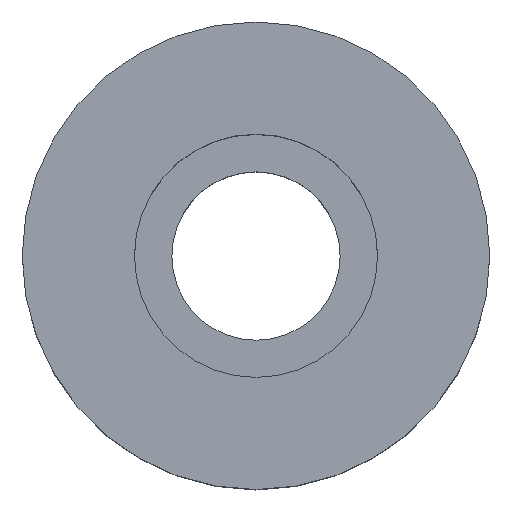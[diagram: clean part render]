
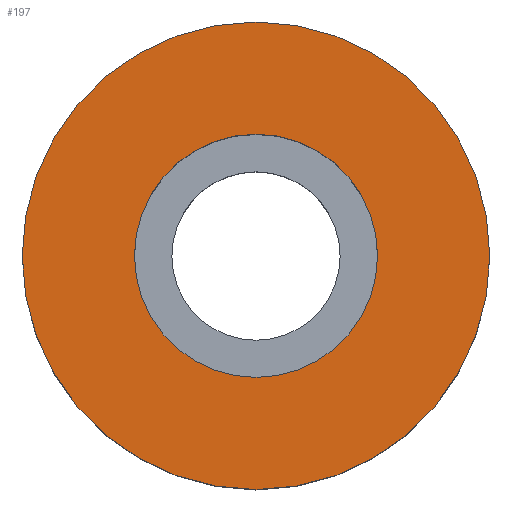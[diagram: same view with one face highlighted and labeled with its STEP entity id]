
A CAD part, top view. The second image highlights one B-rep face of the part: STEP entity #197.
In plain terms, the highlighted planar face has unit normal (0, 0, 1).
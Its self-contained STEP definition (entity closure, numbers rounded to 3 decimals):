
#1 = EDGE_CURVE ( 'NONE', #194, #243, #209, .T. ) ;
#4 = DIRECTION ( 'NONE',  ( -1., 0., 0. ) ) ;
#16 = CARTESIAN_POINT ( 'NONE',  ( 25., 0., 25. ) ) ;
#36 = CARTESIAN_POINT ( 'NONE',  ( 0., 0., 25. ) ) ;
#37 = ORIENTED_EDGE ( 'NONE', *, *, #231, .F. ) ;
#41 = CIRCLE ( 'NONE', #68, 13. ) ;
#53 = ORIENTED_EDGE ( 'NONE', *, *, #108, .T. ) ;
#65 = DIRECTION ( 'NONE',  ( 0., 0., 1. ) ) ;
#67 = EDGE_LOOP ( 'NONE', ( #37, #88 ) ) ;
#68 = AXIS2_PLACEMENT_3D ( 'NONE', #36, #238, #122 ) ;
#75 = CARTESIAN_POINT ( 'NONE',  ( -25., 0., 25. ) ) ;
#88 = ORIENTED_EDGE ( 'NONE', *, *, #1, .F. ) ;
#93 = DIRECTION ( 'NONE',  ( 1., 0., 0. ) ) ;
#103 = CARTESIAN_POINT ( 'NONE',  ( 0., 0., 25. ) ) ;
#105 = CARTESIAN_POINT ( 'NONE',  ( -13., 0., 25. ) ) ;
#108 = EDGE_CURVE ( 'NONE', #313, #307, #217, .T. ) ;
#117 = PLANE ( 'NONE',  #283 ) ;
#122 = DIRECTION ( 'NONE',  ( 1., 0., 0. ) ) ;
#130 = CARTESIAN_POINT ( 'NONE',  ( 0., 0., 25. ) ) ;
#132 = DIRECTION ( 'NONE',  ( 0., 0., 1. ) ) ;
#147 = CARTESIAN_POINT ( 'NONE',  ( 13., 0., 25. ) ) ;
#154 = DIRECTION ( 'NONE',  ( 0., 0., 1. ) ) ;
#175 = AXIS2_PLACEMENT_3D ( 'NONE', #309, #65, #93 ) ;
#177 = CIRCLE ( 'NONE', #267, 25. ) ;
#193 = DIRECTION ( 'NONE',  ( 0., 0., -1. ) ) ;
#194 = VERTEX_POINT ( 'NONE', #105 ) ;
#197 = ADVANCED_FACE ( 'NONE', ( #279, #207 ), #117, .F. ) ;
#200 = EDGE_LOOP ( 'NONE', ( #53, #237 ) ) ;
#204 = AXIS2_PLACEMENT_3D ( 'NONE', #130, #154, #291 ) ;
#206 = DIRECTION ( 'NONE',  ( 1., 0., 0. ) ) ;
#207 = FACE_OUTER_BOUND ( 'NONE', #200, .T. ) ;
#209 = CIRCLE ( 'NONE', #175, 13. ) ;
#217 = CIRCLE ( 'NONE', #204, 25. ) ;
#231 = EDGE_CURVE ( 'NONE', #243, #194, #41, .T. ) ;
#237 = ORIENTED_EDGE ( 'NONE', *, *, #284, .T. ) ;
#238 = DIRECTION ( 'NONE',  ( 0., 0., 1. ) ) ;
#243 = VERTEX_POINT ( 'NONE', #147 ) ;
#267 = AXIS2_PLACEMENT_3D ( 'NONE', #103, #132, #206 ) ;
#279 = FACE_BOUND ( 'NONE', #67, .T. ) ;
#283 = AXIS2_PLACEMENT_3D ( 'NONE', #16, #193, #4 ) ;
#284 = EDGE_CURVE ( 'NONE', #307, #313, #177, .T. ) ;
#291 = DIRECTION ( 'NONE',  ( 1., 0., 0. ) ) ;
#296 = CARTESIAN_POINT ( 'NONE',  ( 25., 0., 25. ) ) ;
#307 = VERTEX_POINT ( 'NONE', #75 ) ;
#309 = CARTESIAN_POINT ( 'NONE',  ( 0., 0., 25. ) ) ;
#313 = VERTEX_POINT ( 'NONE', #296 ) ;
